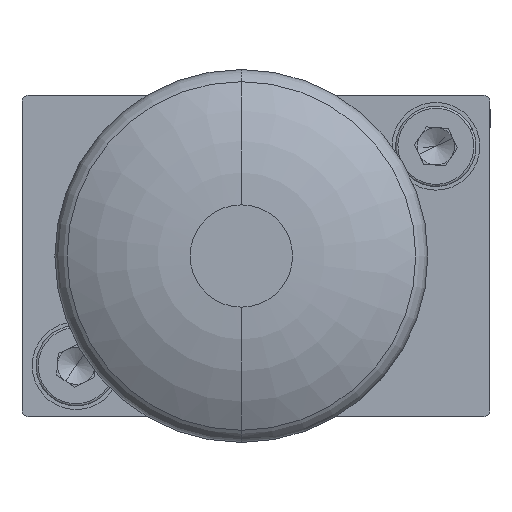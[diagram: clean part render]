
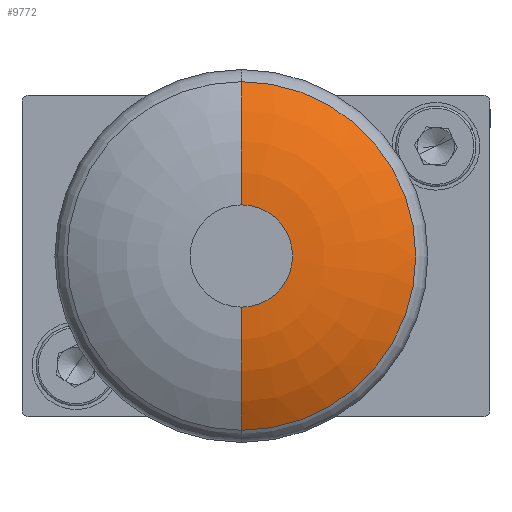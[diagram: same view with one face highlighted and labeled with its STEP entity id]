
A CAD part, front view. The second image highlights one B-rep face of the part: STEP entity #9772.
In plain terms, the highlighted toroidal (fillet/blend) face has major radius 3.5 mm and minor radius 16 mm.
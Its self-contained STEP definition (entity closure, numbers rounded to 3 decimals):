
#1231 = DIRECTION ( 'NONE',  ( 0., 1., 0. ) ) ;
#1552 = TOROIDAL_SURFACE ( 'NONE', #4859, 3.5, 16. ) ;
#2929 = CIRCLE ( 'NONE', #3214, 16. ) ;
#3214 = AXIS2_PLACEMENT_3D ( 'NONE', #25728, #12405, #27946 ) ;
#3696 = VERTEX_POINT ( 'NONE', #4851 ) ;
#4274 = CARTESIAN_POINT ( 'NONE',  ( 0., -77.145, 3.5 ) ) ;
#4432 = CIRCLE ( 'NONE', #18091, 11.921 ) ;
#4851 = CARTESIAN_POINT ( 'NONE',  ( 0., -74.75, -11.921 ) ) ;
#4859 = AXIS2_PLACEMENT_3D ( 'NONE', #14743, #25935, #12591 ) ;
#5219 = VERTEX_POINT ( 'NONE', #4274 ) ;
#6401 = DIRECTION ( 'NONE',  ( 1., 0., 0. ) ) ;
#7181 = CARTESIAN_POINT ( 'NONE',  ( 0., -74.75, 0. ) ) ;
#7479 = AXIS2_PLACEMENT_3D ( 'NONE', #19777, #6401, #21991 ) ;
#7511 = EDGE_CURVE ( 'NONE', #8684, #3696, #4432, .T. ) ;
#7673 = EDGE_LOOP ( 'NONE', ( #23236, #26552, #17186, #8423 ) ) ;
#8423 = ORIENTED_EDGE ( 'NONE', *, *, #10475, .F. ) ;
#8684 = VERTEX_POINT ( 'NONE', #9742 ) ;
#9356 = EDGE_CURVE ( 'NONE', #14911, #3696, #16555, .T. ) ;
#9423 = DIRECTION ( 'NONE',  ( 0., 0., 1. ) ) ;
#9742 = CARTESIAN_POINT ( 'NONE',  ( 0., -74.75, 11.921 ) ) ;
#9772 = ADVANCED_FACE ( 'NONE', ( #20756 ), #1552, .T. ) ;
#10475 = EDGE_CURVE ( 'NONE', #5219, #8684, #2929, .T. ) ;
#10553 = CARTESIAN_POINT ( 'NONE',  ( 0., -77.145, -3.5 ) ) ;
#12405 = DIRECTION ( 'NONE',  ( -1., 0., 0. ) ) ;
#12591 = DIRECTION ( 'NONE',  ( 0., 0., 1. ) ) ;
#14577 = CARTESIAN_POINT ( 'NONE',  ( 0., -77.145, 0. ) ) ;
#14743 = CARTESIAN_POINT ( 'NONE',  ( 0., -61.145, 0. ) ) ;
#14911 = VERTEX_POINT ( 'NONE', #10553 ) ;
#16555 = CIRCLE ( 'NONE', #7479, 16. ) ;
#16834 = DIRECTION ( 'NONE',  ( 0., 0., 1. ) ) ;
#17186 = ORIENTED_EDGE ( 'NONE', *, *, #7511, .F. ) ;
#18091 = AXIS2_PLACEMENT_3D ( 'NONE', #7181, #22776, #9423 ) ;
#18190 = CIRCLE ( 'NONE', #18656, 3.5 ) ;
#18656 = AXIS2_PLACEMENT_3D ( 'NONE', #14577, #1231, #16834 ) ;
#19114 = EDGE_CURVE ( 'NONE', #5219, #14911, #18190, .T. ) ;
#19777 = CARTESIAN_POINT ( 'NONE',  ( 0., -61.145, -3.5 ) ) ;
#20756 = FACE_OUTER_BOUND ( 'NONE', #7673, .T. ) ;
#21991 = DIRECTION ( 'NONE',  ( 0., 1., 0. ) ) ;
#22776 = DIRECTION ( 'NONE',  ( 0., 1., 0. ) ) ;
#23236 = ORIENTED_EDGE ( 'NONE', *, *, #19114, .T. ) ;
#25728 = CARTESIAN_POINT ( 'NONE',  ( 0., -61.145, 3.5 ) ) ;
#25935 = DIRECTION ( 'NONE',  ( 0., 1., 0. ) ) ;
#26552 = ORIENTED_EDGE ( 'NONE', *, *, #9356, .T. ) ;
#27946 = DIRECTION ( 'NONE',  ( 0., -1., 0. ) ) ;
